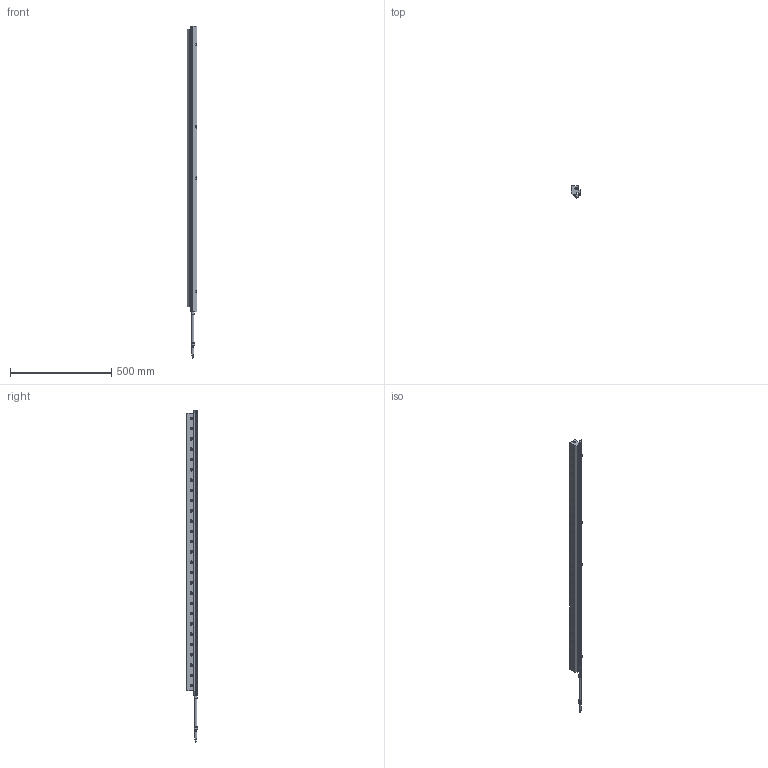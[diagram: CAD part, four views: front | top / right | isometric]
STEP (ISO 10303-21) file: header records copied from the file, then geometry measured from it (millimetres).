
FILE_DESCRIPTION(/* description */ (''),/* implementation_level */ '2;1');
FILE_NAME(/* name */ '112054-DIM.stp',/* time_stamp */ '2022-11-30T08:31:24-05:00',/* author */ ('Nathan Yorke'),/* organization */ (''),/* preprocessor_version */ 'ST-DEVELOPER v19',/* originating_system */ 'Autodesk Inventor 2023',/* authorisation */ '');
FILE_SCHEMA (('AUTOMOTIVE_DESIGN { 1 0 10303 214 3 1 1 }'));
Length unit declared in the file: inch
Products named in the file (1): 112054-DIM
Bounding box: 46.9 x 57.63 x 1640.93 mm (x, y, z)
Volume: 2027259.9 mm3; surface area: 449406.4 mm2
Topology: 2 solids, 2 shells, 901 faces, 2021 edges, 1326 vertices
Faces by surface type: plane 518, cylinder 249, cone 95, torus 39
Full cylindrical faces by diameter (mm): 0.635 x108, 1.984 x2, 2.54 x1, 2.845 x2, 3.454 x1, 3.485 x1, 4.089 x4, 4.978 x1, 5.055 x1, 6.35 x24, 6.604 x1, 6.731 x1, 8.128 x2, 9.144 x1, 9.169 x4, 9.423 x1, 9.525 x2, 10.058 x1, 10.414 x2, 11.1 x31, 11.112 x5, 12.7 x27, 13.462 x1, 13.716 x1, 15.875 x2
Entity records: 25988 total; most frequent: CARTESIAN_POINT 5059, DIRECTION 4197, ORIENTED_EDGE 3968, EDGE_CURVE 1984, AXIS2_PLACEMENT_3D 1600, VERTEX_POINT 1326, EDGE_LOOP 1162, LINE 997
